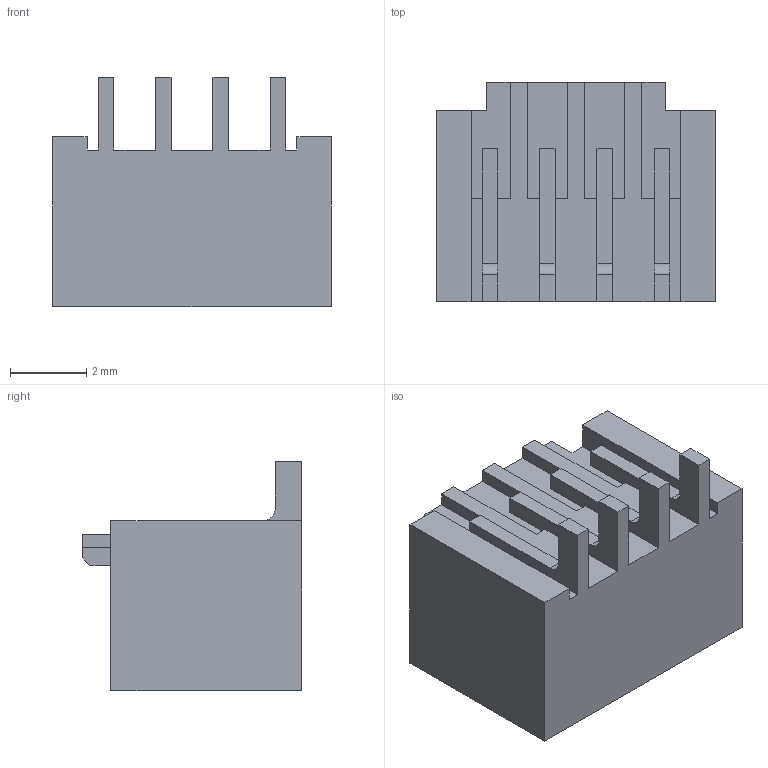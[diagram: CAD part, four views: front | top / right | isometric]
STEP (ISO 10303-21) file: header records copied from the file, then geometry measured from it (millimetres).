
FILE_DESCRIPTION( ( 'STEP AP203' ), '1' );
FILE_NAME( '874370443.stp', '2020-08-21T07:22:57', ( 'License CC BY-ND 4.0' ), ( 'CADENAS' ), ' ', 'PARTsolutions', ' ' );
FILE_SCHEMA( ( 'CONFIG_CONTROL_DESIGN' ) );
Length unit declared in the file: millimetre
Products named in the file (2): 874370443; 1
Assembly tree (1 placements, depth 2):
  874370443
    1
Bounding box: 7.3 x 5.75 x 6 mm (x, y, z)
Volume: 94.6 mm3; surface area: 313.9 mm2
Topology: 1 solids, 1 shells, 110 faces, 304 edges, 200 vertices
Faces by surface type: plane 106, cylinder 4
Entity records: 3511 total; most frequent: CARTESIAN_POINT 616, ORIENTED_EDGE 608, DIRECTION 536, EDGE_CURVE 304, LINE 296, VECTOR 296, VERTEX_POINT 200, AXIS2_PLACEMENT_3D 120
